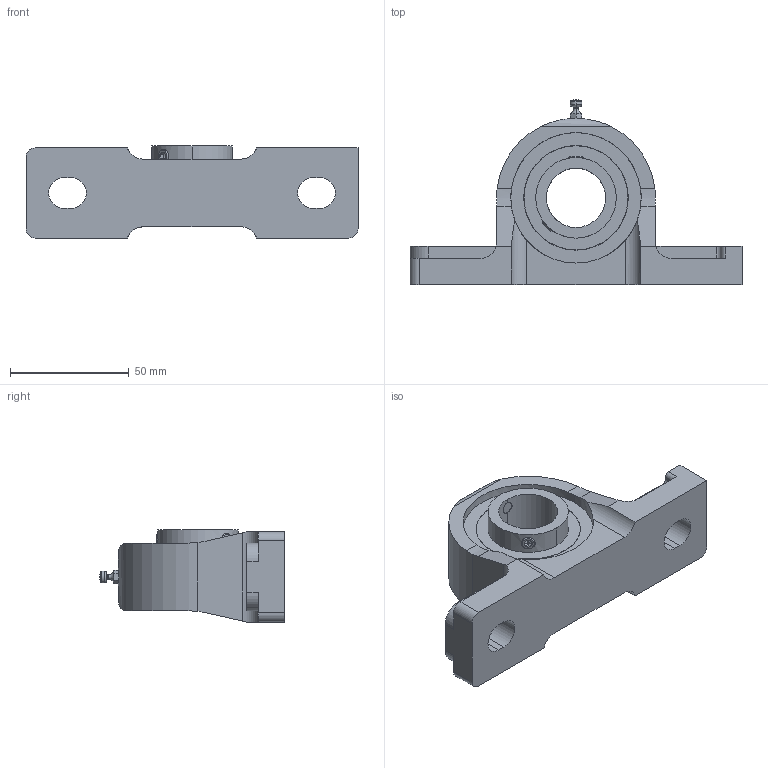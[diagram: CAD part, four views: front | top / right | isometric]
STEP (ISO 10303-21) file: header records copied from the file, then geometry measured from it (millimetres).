
FILE_DESCRIPTION( ( '' ), '1' );
FILE_NAME( 'PDR25.stp', '2015-08-27T06:48:34', ( '' ), ( '' ), ' ', ' ', ' ' );
FILE_SCHEMA( ( 'CONFIG_CONTROL_DESIGN' ) );
Length unit declared in the file: millimetre
Products named in the file (3): 1; 2; 3
Bounding box: 140 x 78 x 38.8 mm (x, y, z)
Volume: 137713.5 mm3; surface area: 29654 mm2
Topology: 3 solids, 3 shells, 164 faces, 392 edges, 235 vertices
Faces by surface type: plane 73, cylinder 47, cone 30, torus 14
Entity records: 5324 total; most frequent: CARTESIAN_POINT 1380, DIRECTION 841, ORIENTED_EDGE 776, EDGE_CURVE 388, AXIS2_PLACEMENT_3D 335, VERTEX_POINT 235, EDGE_LOOP 179, LINE 171
